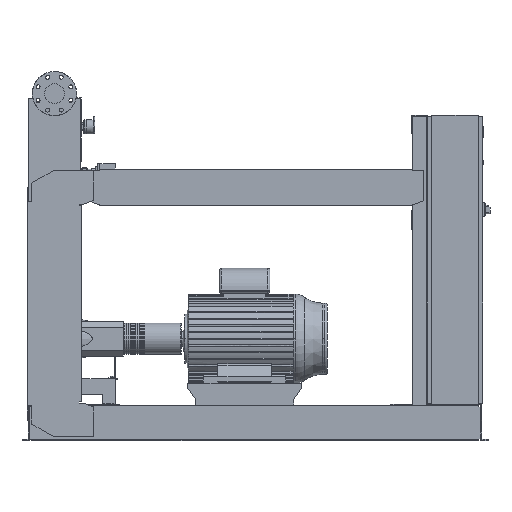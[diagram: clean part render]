
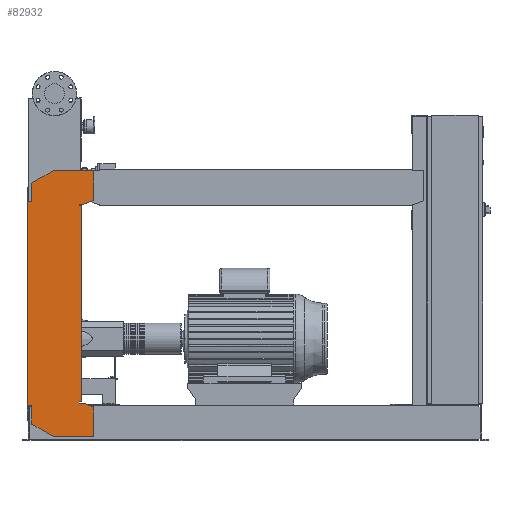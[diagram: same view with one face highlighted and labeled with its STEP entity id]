
A CAD part, front view. The second image highlights one B-rep face of the part: STEP entity #82932.
In plain terms, the highlighted free-form (B-spline) face has degree [1, 1] with [2, 2] control points.
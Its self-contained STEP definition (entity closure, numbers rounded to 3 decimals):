
#82417=CARTESIAN_POINT('',(-102.0,-322.5,1076.0));
#82418=VERTEX_POINT('',#82417);
#82425=CARTESIAN_POINT('',(-102.0,-322.5,1158.574));
#82426=VERTEX_POINT('',#82425);
#82427=CARTESIAN_POINT('',(-102.0,-322.5,1076.0));
#82428=DIRECTION('',(0.0,0.0,1.0));
#82429=VECTOR('',#82428,82.574);
#82430=LINE('',#82427,#82429);
#82431=EDGE_CURVE('',#82418,#82426,#82430,.T.);
#82449=CARTESIAN_POINT('',(-6.,-322.5,1214.0));
#82450=VERTEX_POINT('',#82449);
#82451=CARTESIAN_POINT('',(-102.0,-322.5,1158.574));
#82452=DIRECTION('',(0.866,0.0,0.5));
#82453=VECTOR('',#82452,110.851);
#82454=LINE('',#82451,#82453);
#82455=EDGE_CURVE('',#82426,#82450,#82454,.T.);
#82473=CARTESIAN_POINT('',(177.0,-322.5,1214.0));
#82474=VERTEX_POINT('',#82473);
#82475=CARTESIAN_POINT('',(-6.,-322.5,1214.0));
#82476=DIRECTION('',(1.0,0.0,0.0));
#82477=VECTOR('',#82476,183.0);
#82478=LINE('',#82475,#82477);
#82479=EDGE_CURVE('',#82450,#82474,#82478,.T.);
#82497=CARTESIAN_POINT('',(177.0,-322.5,1080.379));
#82498=VERTEX_POINT('',#82497);
#82499=CARTESIAN_POINT('',(177.0,-322.5,1214.0));
#82500=DIRECTION('',(0.0,0.0,-1.0));
#82501=VECTOR('',#82500,133.621);
#82502=LINE('',#82499,#82501);
#82503=EDGE_CURVE('',#82474,#82498,#82502,.T.);
#82521=CARTESIAN_POINT('',(132.,-322.5,1064.0));
#82522=VERTEX_POINT('',#82521);
#82523=CARTESIAN_POINT('',(177.0,-322.5,1080.379));
#82524=DIRECTION('',(-0.94,0.0,-0.342));
#82525=VECTOR('',#82524,47.888);
#82526=LINE('',#82523,#82525);
#82527=EDGE_CURVE('',#82498,#82522,#82526,.T.);
#82545=CARTESIAN_POINT('',(112.0,-322.5,1064.0));
#82546=VERTEX_POINT('',#82545);
#82547=CARTESIAN_POINT('',(132.,-322.5,1064.0));
#82548=DIRECTION('',(-1.0,0.0,0.0));
#82549=VECTOR('',#82548,20.);
#82550=LINE('',#82547,#82549);
#82551=EDGE_CURVE('',#82522,#82546,#82550,.T.);
#82569=CARTESIAN_POINT('',(112.0,-322.5,1056.0));
#82570=VERTEX_POINT('',#82569);
#82571=CARTESIAN_POINT('',(112.0,-322.5,1064.0));
#82572=DIRECTION('',(0.0,0.0,-1.0));
#82573=VECTOR('',#82572,8.0);
#82574=LINE('',#82571,#82573);
#82575=EDGE_CURVE('',#82546,#82570,#82574,.T.);
#82593=CARTESIAN_POINT('',(120.,-322.5,1056.0));
#82594=VERTEX_POINT('',#82593);
#82595=CARTESIAN_POINT('',(112.0,-322.5,1056.0));
#82596=DIRECTION('',(1.0,0.0,0.0));
#82597=VECTOR('',#82596,8.);
#82598=LINE('',#82595,#82597);
#82599=EDGE_CURVE('',#82570,#82594,#82598,.T.);
#82617=CARTESIAN_POINT('',(120.,-322.5,176.));
#82618=VERTEX_POINT('',#82617);
#82629=CARTESIAN_POINT('',(120.,-322.5,1056.0));
#82630=DIRECTION('',(0.0,0.0,-1.0));
#82631=VECTOR('',#82630,880.);
#82632=LINE('',#82629,#82631);
#82633=EDGE_CURVE('',#82594,#82618,#82632,.T.);
#82647=CARTESIAN_POINT('',(112.,-322.5,176.));
#82648=VERTEX_POINT('',#82647);
#82649=CARTESIAN_POINT('',(120.,-322.5,176.));
#82650=DIRECTION('',(-1.0,0.0,0.0));
#82651=VECTOR('',#82650,8.);
#82652=LINE('',#82649,#82651);
#82653=EDGE_CURVE('',#82618,#82648,#82652,.T.);
#82671=CARTESIAN_POINT('',(112.,-322.5,168.));
#82672=VERTEX_POINT('',#82671);
#82673=CARTESIAN_POINT('',(112.,-322.5,176.));
#82674=DIRECTION('',(0.0,0.0,-1.0));
#82675=VECTOR('',#82674,8.0);
#82676=LINE('',#82673,#82675);
#82677=EDGE_CURVE('',#82648,#82672,#82676,.T.);
#82695=CARTESIAN_POINT('',(132.,-322.5,168.));
#82696=VERTEX_POINT('',#82695);
#82697=CARTESIAN_POINT('',(112.,-322.5,168.));
#82698=DIRECTION('',(1.0,0.0,0.0));
#82699=VECTOR('',#82698,20.0);
#82700=LINE('',#82697,#82699);
#82701=EDGE_CURVE('',#82672,#82696,#82700,.T.);
#82719=CARTESIAN_POINT('',(177.,-322.5,151.621));
#82720=VERTEX_POINT('',#82719);
#82721=CARTESIAN_POINT('',(132.,-322.5,168.));
#82722=DIRECTION('',(0.94,0.0,-0.342));
#82723=VECTOR('',#82722,47.888);
#82724=LINE('',#82721,#82723);
#82725=EDGE_CURVE('',#82696,#82720,#82724,.T.);
#82743=CARTESIAN_POINT('',(177.,-322.5,18.0));
#82744=VERTEX_POINT('',#82743);
#82745=CARTESIAN_POINT('',(177.,-322.5,151.621));
#82746=DIRECTION('',(0.0,0.0,-1.0));
#82747=VECTOR('',#82746,133.621);
#82748=LINE('',#82745,#82747);
#82749=EDGE_CURVE('',#82720,#82744,#82748,.T.);
#82767=CARTESIAN_POINT('',(-4.,-322.5,18.0));
#82768=VERTEX_POINT('',#82767);
#82769=CARTESIAN_POINT('',(177.,-322.5,18.0));
#82770=DIRECTION('',(-1.0,0.0,0.0));
#82771=VECTOR('',#82770,181.);
#82772=LINE('',#82769,#82771);
#82773=EDGE_CURVE('',#82744,#82768,#82772,.T.);
#82791=CARTESIAN_POINT('',(-102.,-322.5,74.58));
#82792=VERTEX_POINT('',#82791);
#82793=CARTESIAN_POINT('',(-4.,-322.5,18.0));
#82794=DIRECTION('',(-0.866,0.,0.5));
#82795=VECTOR('',#82794,113.161);
#82796=LINE('',#82793,#82795);
#82797=EDGE_CURVE('',#82768,#82792,#82796,.T.);
#82815=CARTESIAN_POINT('',(-102.,-322.5,156.0));
#82816=VERTEX_POINT('',#82815);
#82817=CARTESIAN_POINT('',(-102.,-322.5,74.58));
#82818=DIRECTION('',(0.0,0.0,1.0));
#82819=VECTOR('',#82818,81.42);
#82820=LINE('',#82817,#82819);
#82821=EDGE_CURVE('',#82792,#82816,#82820,.T.);
#82839=CARTESIAN_POINT('',(-122.,-322.5,156.0));
#82840=VERTEX_POINT('',#82839);
#82841=CARTESIAN_POINT('',(-102.,-322.5,156.0));
#82842=DIRECTION('',(-1.0,0.0,0.0));
#82843=VECTOR('',#82842,20.0);
#82844=LINE('',#82841,#82843);
#82845=EDGE_CURVE('',#82816,#82840,#82844,.T.);
#82863=CARTESIAN_POINT('',(-122.0,-322.5,1076.0));
#82864=VERTEX_POINT('',#82863);
#82877=CARTESIAN_POINT('',(-122.,-322.5,156.0));
#82878=DIRECTION('',(0.0,0.0,1.0));
#82879=VECTOR('',#82878,920.0);
#82880=LINE('',#82877,#82879);
#82881=EDGE_CURVE('',#82840,#82864,#82880,.T.);
#82895=CARTESIAN_POINT('',(-122.0,-322.5,1076.0));
#82896=DIRECTION('',(1.0,0.0,0.0));
#82897=VECTOR('',#82896,20.0);
#82898=LINE('',#82895,#82897);
#82899=EDGE_CURVE('',#82864,#82418,#82898,.T.);
#82905=CARTESIAN_POINT('',(-122.,-322.5,18.0));
#82906=CARTESIAN_POINT('',(177.0,-322.5,18.0));
#82907=CARTESIAN_POINT('',(-122.,-322.5,1214.0));
#82908=CARTESIAN_POINT('',(177.0,-322.5,1214.0));
#82909=B_SPLINE_SURFACE_WITH_KNOTS('',1,1,((#82905,#82907),(#82906,#82908)),.UNSPECIFIED.,.F.,.F.,.U.,(2,2),(2,2),(0.0,299.),(0.0,1196.0),.UNSPECIFIED.);
#82910=ORIENTED_EDGE('',*,*,#82899,.F.);
#82911=ORIENTED_EDGE('',*,*,#82881,.F.);
#82912=ORIENTED_EDGE('',*,*,#82845,.F.);
#82913=ORIENTED_EDGE('',*,*,#82821,.F.);
#82914=ORIENTED_EDGE('',*,*,#82797,.F.);
#82915=ORIENTED_EDGE('',*,*,#82773,.F.);
#82916=ORIENTED_EDGE('',*,*,#82749,.F.);
#82917=ORIENTED_EDGE('',*,*,#82725,.F.);
#82918=ORIENTED_EDGE('',*,*,#82701,.F.);
#82919=ORIENTED_EDGE('',*,*,#82677,.F.);
#82920=ORIENTED_EDGE('',*,*,#82653,.F.);
#82921=ORIENTED_EDGE('',*,*,#82633,.F.);
#82922=ORIENTED_EDGE('',*,*,#82599,.F.);
#82923=ORIENTED_EDGE('',*,*,#82575,.F.);
#82924=ORIENTED_EDGE('',*,*,#82551,.F.);
#82925=ORIENTED_EDGE('',*,*,#82527,.F.);
#82926=ORIENTED_EDGE('',*,*,#82503,.F.);
#82927=ORIENTED_EDGE('',*,*,#82479,.F.);
#82928=ORIENTED_EDGE('',*,*,#82455,.F.);
#82929=ORIENTED_EDGE('',*,*,#82431,.F.);
#82930=EDGE_LOOP('',(#82910,#82911,#82912,#82913,#82914,#82915,#82916,#82917,#82918,#82919,#82920,#82921,#82922,#82923,#82924,#82925,#82926,#82927,#82928,#82929));
#82931=FACE_OUTER_BOUND('',#82930,.T.);
#82932=ADVANCED_FACE('',(#82931),#82909,.T.);
